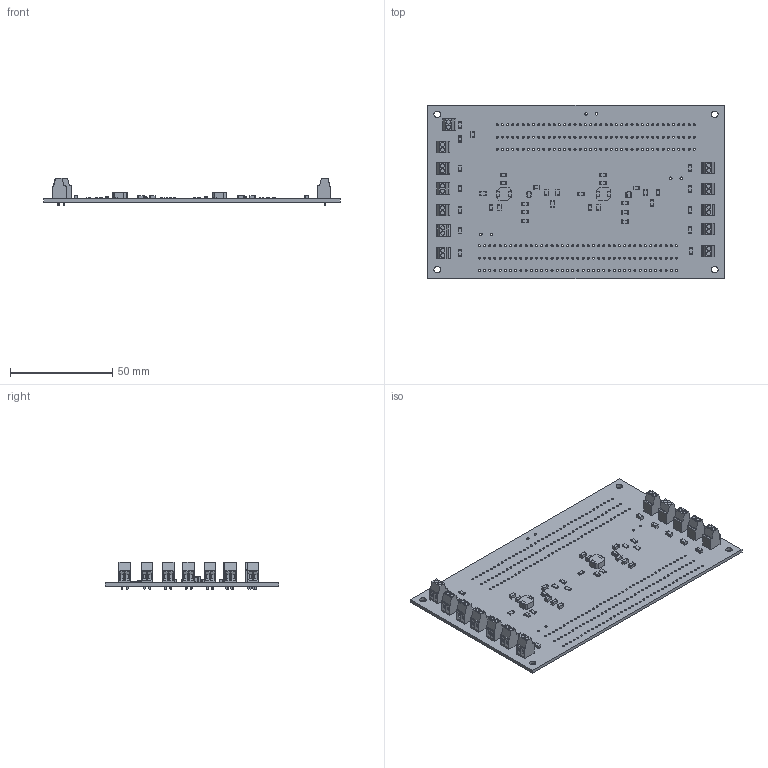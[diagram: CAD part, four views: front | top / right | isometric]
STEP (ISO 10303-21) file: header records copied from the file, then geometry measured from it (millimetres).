
FILE_DESCRIPTION(('KiCad electronic assembly'),'2;1');
FILE_NAME('Power_Dist_Board.step','2024-04-14T14:37:46',('Pcbnew'),( 'Kicad'),'Open CASCADE STEP processor 7.7','KiCad to STEP converter' ,'Unknown');
FILE_SCHEMA(('AUTOMOTIVE_DESIGN { 1 0 10303 214 1 1 1 1 }'));
Length unit declared in the file: millimetre
Products named in the file (16): Power_Dist_Board 1; C_1206_3216Metric; SOLID; 397730002; TDK_Inductor; LED_1206_3216Metric; R_1206_3216Metric; Fuse_1206_3216Metric; TPS565201; COMPOUND; Power_Dist_Board PCB
Assembly tree (61 placements, depth 3):
  Power_Dist_Board 1
    C_1206_3216Metric  x22
      SOLID
    397730002  x12
      SOLID
    TDK_Inductor  x2
      SOLID
    LED_1206_3216Metric  x3
      SOLID
    R_1206_3216Metric  x9
      SOLID
    Fuse_1206_3216Metric  x3
      SOLID
    TPS565201  x2
      COMPOUND
    Power_Dist_Board PCB
Bounding box: 145 x 85 x 13.41 mm (x, y, z)
Volume: 23406.5 mm3; surface area: 31274.8 mm2
Topology: 66 solids, 66 shells, 2236 faces, 5763 edges, 3778 vertices
Faces by surface type: plane 1476, cylinder 760
Full cylindrical faces by diameter (mm): 1 x234, 1.1 x24, 1.2 x6, 3.2 x4
Entity records: 45721 total; most frequent: CARTESIAN_POINT 10305, DIRECTION 6363, LINE 3636, VECTOR 3636, ORIENTED_EDGE 3312, PCURVE 3312, DEFINITIONAL_REPRESENTATION 3312, EDGE_CURVE 1656
